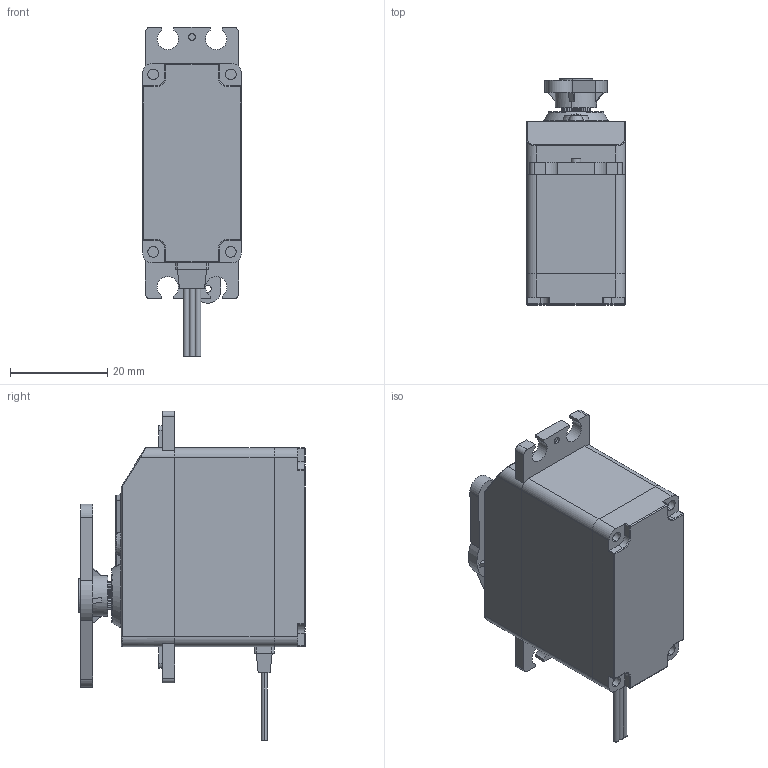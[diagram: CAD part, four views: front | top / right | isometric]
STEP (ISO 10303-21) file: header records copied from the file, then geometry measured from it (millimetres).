
FILE_DESCRIPTION (( 'STEP AP214' ), '1' );
FILE_NAME ('SM-S4315R, CONTINUOUS ANALOG SERVO.STEP', '2019-06-19T10:29:41', ( '' ), ( '' ), 'SwSTEP 2.0', 'SolidWorks 2018', '' );
FILE_SCHEMA (( 'AUTOMOTIVE_DESIGN' ));
Length unit declared in the file: millimetre
Products named in the file (13): SM-S4315R, CONTINUOUS ANALOG SERVO, BODY, TOP; SM-S4315R, CONTINUOUS ANALOG SERVO, BODY, BOTTOM; SM-S4315R, CONTINUOUS ANALOG SERVO, BODY, MIDDLE; SM-S4315R, CONTINUOUS ANALOG SERVO, CONNECTOR; SM-S4315R, CONTINUOUS ANALOG SERVO, HORN; SM-S4315R, CONTINUOUS ANALOG SERVO; SM-S4315R, CONTINUOUS ANALOG SERVO, SHAFT
Assembly tree (6 placements, depth 2):
  SM-S4315R, CONTINUOUS ANALOG SERVO, BODY, BOTTOM
  SM-S4315R, CONTINUOUS ANALOG SERVO, HORN
  SM-S4315R, CONTINUOUS ANALOG SERVO
    SM-S4315R, CONTINUOUS ANALOG SERVO, BODY, MIDDLE
    SM-S4315R, CONTINUOUS ANALOG SERVO, BODY, BOTTOM
    SM-S4315R, CONTINUOUS ANALOG SERVO, BODY, TOP
    SM-S4315R, CONTINUOUS ANALOG SERVO, CONNECTOR
    SM-S4315R, CONTINUOUS ANALOG SERVO, HORN
    SM-S4315R, CONTINUOUS ANALOG SERVO, SHAFT
  SM-S4315R, CONTINUOUS ANALOG SERVO, SHAFT
  SM-S4315R, CONTINUOUS ANALOG SERVO, CONNECTOR
Bounding box: 20.4 x 46.65 x 67.9 mm (x, y, z)
Volume: 13759.4 mm3; surface area: 13752.7 mm2
Topology: 8 solids, 8 shells, 583 faces, 1541 edges, 970 vertices
Faces by surface type: plane 284, cylinder 189, cone 59, torus 21, sphere 16, bspline 14
Entity records: 18896 total; most frequent: CARTESIAN_POINT 3764, DIRECTION 3092, ORIENTED_EDGE 3050, EDGE_CURVE 1525, AXIS2_PLACEMENT_3D 1126, VERTEX_POINT 970, LINE 840, VECTOR 840
